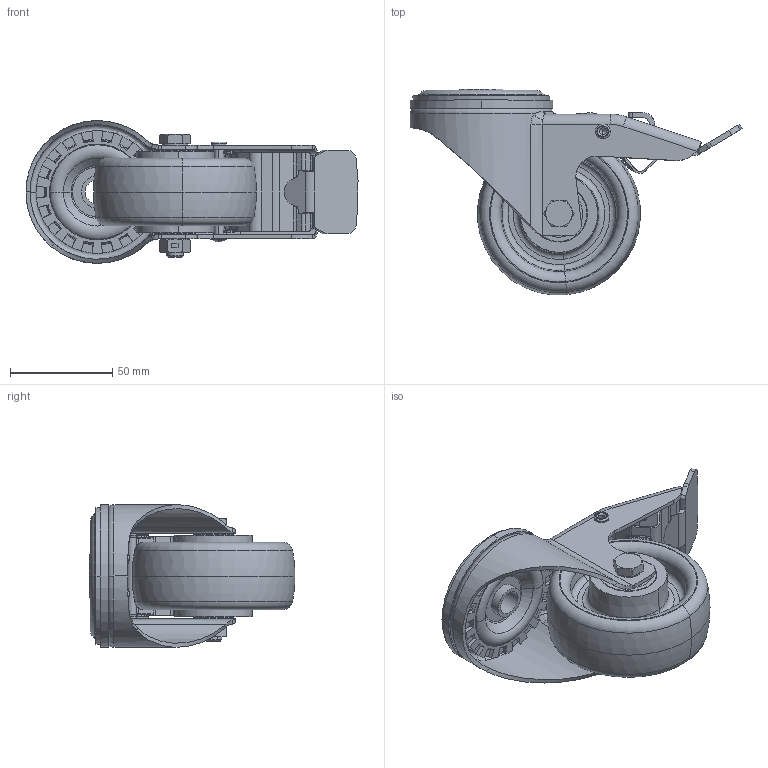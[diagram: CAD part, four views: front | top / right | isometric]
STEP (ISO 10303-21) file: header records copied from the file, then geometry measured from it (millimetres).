
FILE_DESCRIPTION (( 'STEP AP214' ), '1' );
FILE_NAME ('0056433.step', '2023-12-05T11:26:52', ( '' ), ( '' ), 'SwSTEP 2.0', 'SolidWorks 2020', '' );
FILE_SCHEMA (( 'AUTOMOTIVE_DESIGN' ));
Length unit declared in the file: millimetre
Products named in the file (1): 0056433
Bounding box: 162.71 x 100.88 x 70 mm (x, y, z)
Volume: 199520.7 mm3; surface area: 104584.8 mm2
Topology: 19 solids, 21 shells, 1295 faces, 3283 edges, 2022 vertices
Faces by surface type: plane 404, cylinder 380, bspline 214, torus 185, cone 108, sphere 4
Entity records: 64752 total; most frequent: CARTESIAN_POINT 20148, ORIENTED_EDGE 6530, DIRECTION 6143, EDGE_CURVE 3265, AXIS2_PLACEMENT_3D 2416, VERTEX_POINT 2022, EDGE_LOOP 1361, CIRCLE 1334
